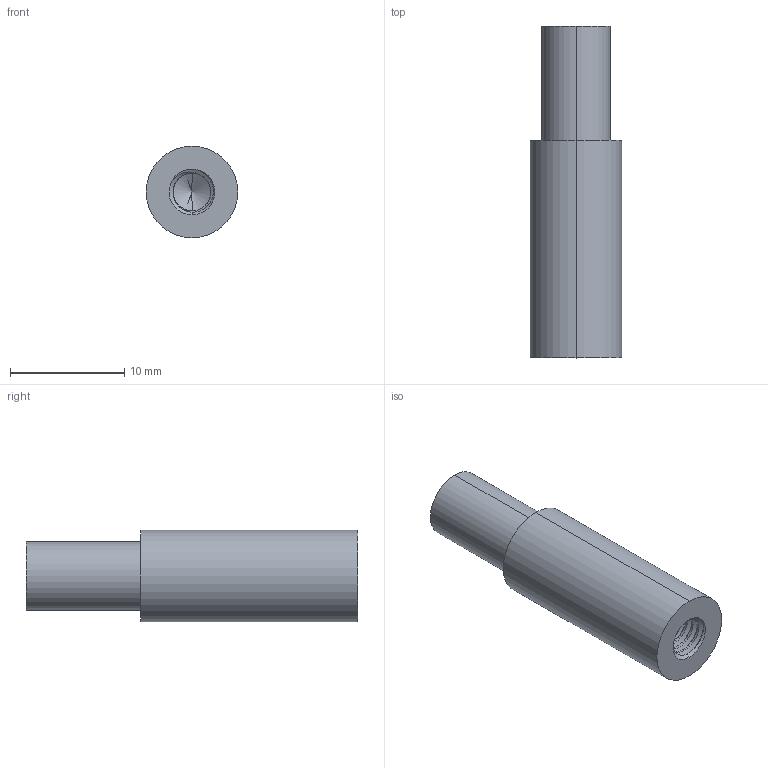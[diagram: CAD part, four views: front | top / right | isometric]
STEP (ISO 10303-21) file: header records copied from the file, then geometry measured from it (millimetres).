
FILE_DESCRIPTION (( 'STEP AP203' ), '1' );
FILE_NAME ('1503-6100-8190.STEP', '2018-01-18T17:33:56', ( '' ), ( '' ), 'SwSTEP 2.0', 'SolidWorks 2016', '' );
FILE_SCHEMA (( 'CONFIG_CONTROL_DESIGN' ));
Length unit declared in the file: millimetre
Products named in the file (1): 1503-6100-8190
Bounding box: 8 x 29 x 8 mm (x, y, z)
Volume: 1075.4 mm3; surface area: 1019.7 mm2
Topology: 1 solids, 1 shells, 96 faces, 269 edges, 174 vertices
Faces by surface type: cylinder 76, cone 11, plane 5, bspline 4
Entity records: 8124 total; most frequent: CARTESIAN_POINT 6027, ORIENTED_EDGE 530, DIRECTION 329, EDGE_CURVE 265, VERTEX_POINT 174, AXIS2_PLACEMENT_3D 123, EDGE_LOOP 99, FACE_OUTER_BOUND 96
